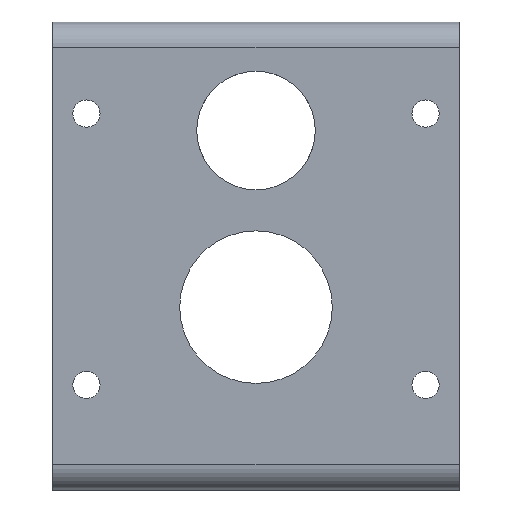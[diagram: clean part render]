
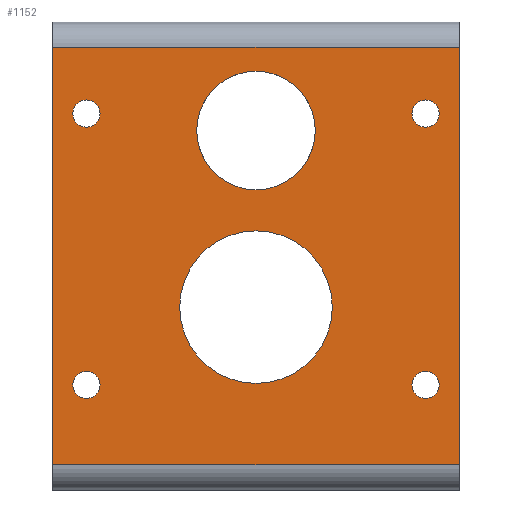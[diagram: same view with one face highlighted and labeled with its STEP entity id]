
A CAD part, left-side view. The second image highlights one B-rep face of the part: STEP entity #1152.
In plain terms, the highlighted planar face has unit normal (-1, 0, 0).
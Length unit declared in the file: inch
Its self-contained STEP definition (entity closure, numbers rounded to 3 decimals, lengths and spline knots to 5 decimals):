
#11 = EDGE_LOOP ( 'NONE', ( #3137, #1442 ) ) ;
#34 = CARTESIAN_POINT ( 'NONE',  ( 0., 2.75, -2.675 ) ) ;
#49 = EDGE_LOOP ( 'NONE', ( #1498, #276 ) ) ;
#89 = CARTESIAN_POINT ( 'NONE',  ( 0., 1.5, -1.23725 ) ) ;
#92 = DIRECTION ( 'NONE',  ( 0., 0., 1. ) ) ;
#132 = DIRECTION ( 'NONE',  ( 0., 0., -1. ) ) ;
#140 = DIRECTION ( 'NONE',  ( -1., 0., 0. ) ) ;
#150 = VERTEX_POINT ( 'NONE', #291 ) ;
#155 = EDGE_CURVE ( 'NONE', #207, #150, #989, .T. ) ;
#165 = FACE_BOUND ( 'NONE', #1373, .T. ) ;
#177 = PLANE ( 'NONE',  #3107 ) ;
#186 = DIRECTION ( 'NONE',  ( 1., 0., 0. ) ) ;
#207 = VERTEX_POINT ( 'NONE', #2694 ) ;
#208 = EDGE_CURVE ( 'NONE', #1678, #368, #2058, .T. ) ;
#259 = ORIENTED_EDGE ( 'NONE', *, *, #2262, .T. ) ;
#276 = ORIENTED_EDGE ( 'NONE', *, *, #1500, .F. ) ;
#288 = DIRECTION ( 'NONE',  ( 0., 0., 1. ) ) ;
#291 = CARTESIAN_POINT ( 'NONE',  ( 0., 0.25, -2.7755 ) ) ;
#292 = AXIS2_PLACEMENT_3D ( 'NONE', #34, #1748, #288 ) ;
#300 = VERTEX_POINT ( 'NONE', #2043 ) ;
#330 = CARTESIAN_POINT ( 'NONE',  ( 0., 0., -0.2 ) ) ;
#332 = EDGE_CURVE ( 'NONE', #1102, #2408, #1083, .T. ) ;
#365 = AXIS2_PLACEMENT_3D ( 'NONE', #529, #1816, #2074 ) ;
#368 = VERTEX_POINT ( 'NONE', #1563 ) ;
#389 = CARTESIAN_POINT ( 'NONE',  ( 0., 3., 0. ) ) ;
#406 = VERTEX_POINT ( 'NONE', #89 ) ;
#408 = CIRCLE ( 'NONE', #1368, 0.43725 ) ;
#418 = AXIS2_PLACEMENT_3D ( 'NONE', #1363, #3110, #1616 ) ;
#466 = DIRECTION ( 'NONE',  ( -1., 0., 0. ) ) ;
#479 = CIRCLE ( 'NONE', #704, 0.1005 ) ;
#529 = CARTESIAN_POINT ( 'NONE',  ( 0., 0.25, -0.675 ) ) ;
#575 = CIRCLE ( 'NONE', #2246, 0.56225 ) ;
#582 = CARTESIAN_POINT ( 'NONE',  ( 0., 2.75, -0.675 ) ) ;
#584 = EDGE_LOOP ( 'NONE', ( #1862, #259, #2571, #1111 ) ) ;
#612 = CARTESIAN_POINT ( 'NONE',  ( 0., 1.5, -0.8 ) ) ;
#640 = CARTESIAN_POINT ( 'NONE',  ( 0., 3., -0.1875 ) ) ;
#658 = ORIENTED_EDGE ( 'NONE', *, *, #208, .F. ) ;
#669 = EDGE_CURVE ( 'NONE', #3006, #1817, #885, .T. ) ;
#704 = AXIS2_PLACEMENT_3D ( 'NONE', #1614, #140, #1851 ) ;
#748 = VERTEX_POINT ( 'NONE', #966 ) ;
#759 = DIRECTION ( 'NONE',  ( -1., 0., 0. ) ) ;
#809 = FACE_BOUND ( 'NONE', #49, .T. ) ;
#830 = DIRECTION ( 'NONE',  ( 0., 0., 1. ) ) ;
#831 = ORIENTED_EDGE ( 'NONE', *, *, #2347, .F. ) ;
#833 = LINE ( 'NONE', #640, #1408 ) ;
#847 = CIRCLE ( 'NONE', #1742, 0.56225 ) ;
#858 = CARTESIAN_POINT ( 'NONE',  ( 0., 0., -0.1875 ) ) ;
#861 = DIRECTION ( 'NONE',  ( 0., 0., -1. ) ) ;
#885 = LINE ( 'NONE', #330, #2631 ) ;
#894 = CARTESIAN_POINT ( 'NONE',  ( 0., 2.75, -2.7755 ) ) ;
#896 = EDGE_LOOP ( 'NONE', ( #940, #831 ) ) ;
#940 = ORIENTED_EDGE ( 'NONE', *, *, #2437, .F. ) ;
#947 = AXIS2_PLACEMENT_3D ( 'NONE', #3093, #1599, #132 ) ;
#964 = CARTESIAN_POINT ( 'NONE',  ( 0., 1.5, -1.53975 ) ) ;
#966 = CARTESIAN_POINT ( 'NONE',  ( 0., 1.5, -2.66425 ) ) ;
#982 = VECTOR ( 'NONE', #2123, 39.37008 ) ;
#989 = CIRCLE ( 'NONE', #1458, 0.1005 ) ;
#1066 = CIRCLE ( 'NONE', #418, 0.1005 ) ;
#1083 = CIRCLE ( 'NONE', #365, 0.1005 ) ;
#1102 = VERTEX_POINT ( 'NONE', #2866 ) ;
#1111 = ORIENTED_EDGE ( 'NONE', *, *, #3128, .T. ) ;
#1151 = DIRECTION ( 'NONE',  ( 0., 1., 0. ) ) ;
#1152 = ADVANCED_FACE ( 'NONE', ( #809, #1464, #2782, #165, #2706, #2052, #1385 ), #177, .F. ) ;
#1161 = CARTESIAN_POINT ( 'NONE',  ( 0., 3., -0.2 ) ) ;
#1202 = AXIS2_PLACEMENT_3D ( 'NONE', #582, #2313, #830 ) ;
#1223 = EDGE_LOOP ( 'NONE', ( #2299, #3032 ) ) ;
#1283 = CARTESIAN_POINT ( 'NONE',  ( 0., 3., -3.2625 ) ) ;
#1297 = DIRECTION ( 'NONE',  ( -1., 0., 0. ) ) ;
#1333 = AXIS2_PLACEMENT_3D ( 'NONE', #2778, #1297, #3031 ) ;
#1363 = CARTESIAN_POINT ( 'NONE',  ( 0., 0.25, -2.675 ) ) ;
#1366 = EDGE_CURVE ( 'NONE', #2613, #2186, #2166, .T. ) ;
#1368 = AXIS2_PLACEMENT_3D ( 'NONE', #612, #2345, #861 ) ;
#1373 = EDGE_LOOP ( 'NONE', ( #2498, #658 ) ) ;
#1382 = VERTEX_POINT ( 'NONE', #2000 ) ;
#1385 = FACE_OUTER_BOUND ( 'NONE', #584, .T. ) ;
#1408 = VECTOR ( 'NONE', #1151, 39.37008 ) ;
#1442 = ORIENTED_EDGE ( 'NONE', *, *, #3014, .F. ) ;
#1458 = AXIS2_PLACEMENT_3D ( 'NONE', #2245, #2752, #1763 ) ;
#1464 = FACE_BOUND ( 'NONE', #1223, .T. ) ;
#1477 = DIRECTION ( 'NONE',  ( 0., -1., 0. ) ) ;
#1489 = VERTEX_POINT ( 'NONE', #1283 ) ;
#1498 = ORIENTED_EDGE ( 'NONE', *, *, #1366, .F. ) ;
#1500 = EDGE_CURVE ( 'NONE', #2186, #2613, #1769, .T. ) ;
#1519 = CARTESIAN_POINT ( 'NONE',  ( 0., 0.25, -0.7755 ) ) ;
#1563 = CARTESIAN_POINT ( 'NONE',  ( 0., 2.75, -0.5745 ) ) ;
#1565 = DIRECTION ( 'NONE',  ( -1., 0., 0. ) ) ;
#1599 = DIRECTION ( 'NONE',  ( 1., 0., 0. ) ) ;
#1614 = CARTESIAN_POINT ( 'NONE',  ( 0., 0.25, -0.675 ) ) ;
#1616 = DIRECTION ( 'NONE',  ( 0., 0., 1. ) ) ;
#1664 = ORIENTED_EDGE ( 'NONE', *, *, #2998, .T. ) ;
#1678 = VERTEX_POINT ( 'NONE', #2116 ) ;
#1742 = AXIS2_PLACEMENT_3D ( 'NONE', #3053, #1565, #92 ) ;
#1748 = DIRECTION ( 'NONE',  ( -1., 0., 0. ) ) ;
#1763 = DIRECTION ( 'NONE',  ( 0., 0., 1. ) ) ;
#1769 = CIRCLE ( 'NONE', #1333, 0.1005 ) ;
#1816 = DIRECTION ( 'NONE',  ( -1., 0., 0. ) ) ;
#1817 = VERTEX_POINT ( 'NONE', #858 ) ;
#1839 = CARTESIAN_POINT ( 'NONE',  ( 0., 0., -3.2625 ) ) ;
#1851 = DIRECTION ( 'NONE',  ( 0., 0., 1. ) ) ;
#1862 = ORIENTED_EDGE ( 'NONE', *, *, #2621, .F. ) ;
#1896 = DIRECTION ( 'NONE',  ( 0., 0., -1. ) ) ;
#1940 = DIRECTION ( 'NONE',  ( 0., 0., 1. ) ) ;
#1967 = VECTOR ( 'NONE', #1477, 39.37008 ) ;
#2000 = CARTESIAN_POINT ( 'NONE',  ( 0., 1.5, -0.36275 ) ) ;
#2043 = CARTESIAN_POINT ( 'NONE',  ( 0., 3., -0.1875 ) ) ;
#2052 = FACE_BOUND ( 'NONE', #2269, .T. ) ;
#2058 = CIRCLE ( 'NONE', #2847, 0.1005 ) ;
#2074 = DIRECTION ( 'NONE',  ( 0., 0., 1. ) ) ;
#2086 = EDGE_CURVE ( 'NONE', #1382, #406, #2598, .T. ) ;
#2116 = CARTESIAN_POINT ( 'NONE',  ( 0., 2.75, -0.7755 ) ) ;
#2123 = DIRECTION ( 'NONE',  ( 0., 0., 1. ) ) ;
#2166 = CIRCLE ( 'NONE', #292, 0.1005 ) ;
#2186 = VERTEX_POINT ( 'NONE', #894 ) ;
#2204 = CARTESIAN_POINT ( 'NONE',  ( 0., 2.75, -0.675 ) ) ;
#2245 = CARTESIAN_POINT ( 'NONE',  ( 0., 0.25, -2.675 ) ) ;
#2246 = AXIS2_PLACEMENT_3D ( 'NONE', #2250, #759, #2492 ) ;
#2250 = CARTESIAN_POINT ( 'NONE',  ( 0., 1.5, -2.102 ) ) ;
#2262 = EDGE_CURVE ( 'NONE', #1489, #3006, #2632, .T. ) ;
#2269 = EDGE_LOOP ( 'NONE', ( #2750, #1664 ) ) ;
#2299 = ORIENTED_EDGE ( 'NONE', *, *, #155, .F. ) ;
#2305 = LINE ( 'NONE', #389, #982 ) ;
#2313 = DIRECTION ( 'NONE',  ( -1., 0., 0. ) ) ;
#2345 = DIRECTION ( 'NONE',  ( 1., 0., 0. ) ) ;
#2347 = EDGE_CURVE ( 'NONE', #748, #2710, #575, .T. ) ;
#2408 = VERTEX_POINT ( 'NONE', #1519 ) ;
#2437 = EDGE_CURVE ( 'NONE', #2710, #748, #847, .T. ) ;
#2464 = CARTESIAN_POINT ( 'NONE',  ( 0., 3., -3.2625 ) ) ;
#2492 = DIRECTION ( 'NONE',  ( 0., 0., 1. ) ) ;
#2498 = ORIENTED_EDGE ( 'NONE', *, *, #2931, .F. ) ;
#2539 = CIRCLE ( 'NONE', #1202, 0.1005 ) ;
#2571 = ORIENTED_EDGE ( 'NONE', *, *, #669, .T. ) ;
#2598 = CIRCLE ( 'NONE', #947, 0.43725 ) ;
#2603 = CARTESIAN_POINT ( 'NONE',  ( 0., 2.75, -2.5745 ) ) ;
#2605 = EDGE_CURVE ( 'NONE', #150, #207, #1066, .T. ) ;
#2613 = VERTEX_POINT ( 'NONE', #2603 ) ;
#2621 = EDGE_CURVE ( 'NONE', #1489, #300, #2305, .T. ) ;
#2631 = VECTOR ( 'NONE', #2818, 39.37008 ) ;
#2632 = LINE ( 'NONE', #2464, #1967 ) ;
#2694 = CARTESIAN_POINT ( 'NONE',  ( 0., 0.25, -2.5745 ) ) ;
#2706 = FACE_BOUND ( 'NONE', #896, .T. ) ;
#2710 = VERTEX_POINT ( 'NONE', #964 ) ;
#2750 = ORIENTED_EDGE ( 'NONE', *, *, #2086, .T. ) ;
#2752 = DIRECTION ( 'NONE',  ( -1., 0., 0. ) ) ;
#2778 = CARTESIAN_POINT ( 'NONE',  ( 0., 2.75, -2.675 ) ) ;
#2782 = FACE_BOUND ( 'NONE', #11, .T. ) ;
#2818 = DIRECTION ( 'NONE',  ( 0., 0., 1. ) ) ;
#2847 = AXIS2_PLACEMENT_3D ( 'NONE', #2204, #466, #1940 ) ;
#2866 = CARTESIAN_POINT ( 'NONE',  ( 0., 0.25, -0.5745 ) ) ;
#2931 = EDGE_CURVE ( 'NONE', #368, #1678, #2539, .T. ) ;
#2998 = EDGE_CURVE ( 'NONE', #406, #1382, #408, .T. ) ;
#3006 = VERTEX_POINT ( 'NONE', #1839 ) ;
#3014 = EDGE_CURVE ( 'NONE', #2408, #1102, #479, .T. ) ;
#3031 = DIRECTION ( 'NONE',  ( 0., 0., 1. ) ) ;
#3032 = ORIENTED_EDGE ( 'NONE', *, *, #2605, .F. ) ;
#3053 = CARTESIAN_POINT ( 'NONE',  ( 0., 1.5, -2.102 ) ) ;
#3093 = CARTESIAN_POINT ( 'NONE',  ( 0., 1.5, -0.8 ) ) ;
#3107 = AXIS2_PLACEMENT_3D ( 'NONE', #1161, #186, #1896 ) ;
#3110 = DIRECTION ( 'NONE',  ( -1., 0., 0. ) ) ;
#3128 = EDGE_CURVE ( 'NONE', #1817, #300, #833, .T. ) ;
#3137 = ORIENTED_EDGE ( 'NONE', *, *, #332, .F. ) ;
